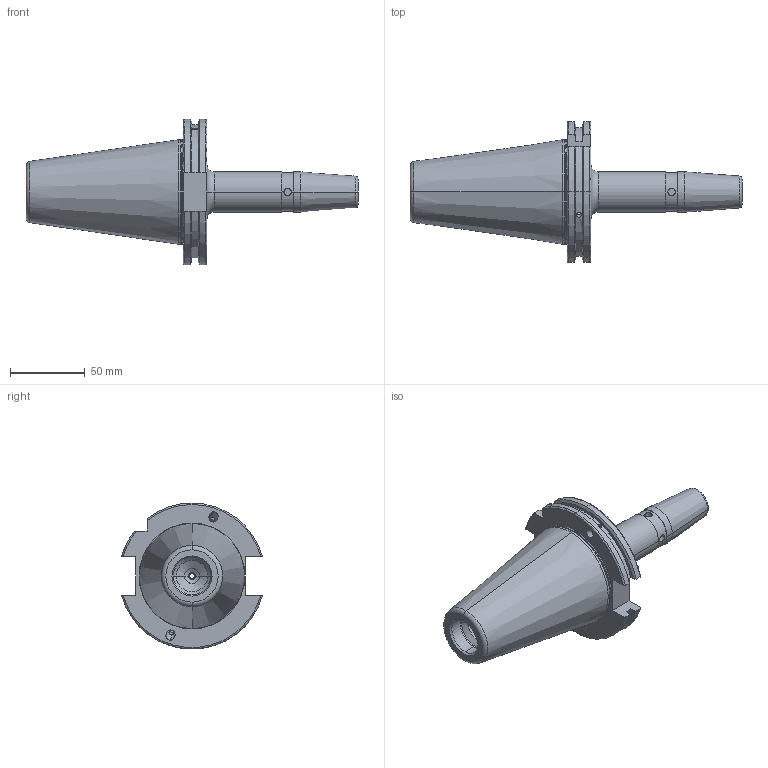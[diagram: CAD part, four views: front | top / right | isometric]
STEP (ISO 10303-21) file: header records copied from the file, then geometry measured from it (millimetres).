
FILE_DESCRIPTION (( 'STEP AP203' ), '1' );
FILE_NAME ('91506-SR208120.STEP', '2023-06-21T13:04:19', ( '' ), ( '' ), 'SwSTEP 2.0', 'SolidWorks 2018', '' );
FILE_SCHEMA (( 'CONFIG_CONTROL_DESIGN' ));
Length unit declared in the file: millimetre
Products named in the file (5): SK50SFC08120FWW; SCWM6; GS-M4X4_DIN 913 - M4 x 4-N; 91506-SR208120
Assembly tree (5 placements, depth 3):
  91506-SR208120
    SK50SFC08120FWW
      SK50SFC08120FWW
      SCWM6
      GS-M4X4_DIN 913 - M4 x 4-N  x2
Bounding box: 221.75 x 94.05 x 97.5 mm (x, y, z)
Volume: 370492 mm3; surface area: 56471 mm2
Topology: 4 solids, 4 shells, 247 faces, 613 edges, 385 vertices
Faces by surface type: cone 86, cylinder 83, plane 58, torus 20
Entity records: 7163 total; most frequent: CARTESIAN_POINT 1795, DIRECTION 1070, ORIENTED_EDGE 986, EDGE_CURVE 493, AXIS2_PLACEMENT_3D 430, VERTEX_POINT 309, EDGE_LOOP 222, CIRCLE 221
